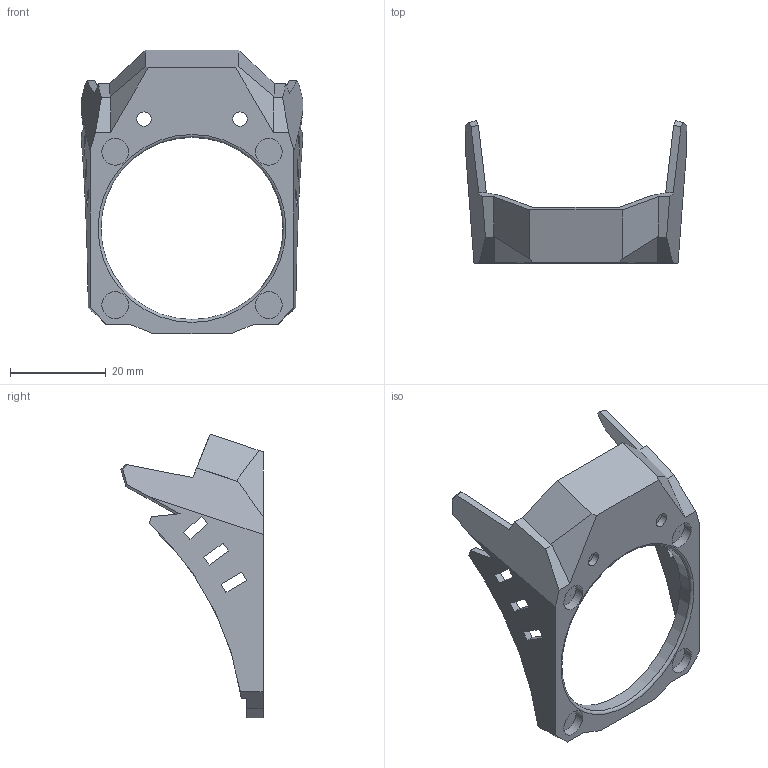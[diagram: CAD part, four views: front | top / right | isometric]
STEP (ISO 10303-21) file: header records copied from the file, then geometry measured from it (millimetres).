
FILE_DESCRIPTION(/* description */ (''),/* implementation_level */ '2;1');
FILE_NAME(/* name */ 'LIS3DH Shroud.step',/* time_stamp */ '2022-05-02T13:41:35-04:00',/* author */ (''),/* organization */ (''),/* preprocessor_version */ 'ST-DEVELOPER v18.1',/* originating_system */ 'Autodesk Translation Framework v10.14.0.1471',/* authorisation */ '');
FILE_SCHEMA (('AUTOMOTIVE_DESIGN { 1 0 10303 214 3 1 1 }'));
Length unit declared in the file: millimetre
Products named in the file (1): LIS3DH Shroud Thicker
Bounding box: 46.31 x 29.66 x 59.21 mm (x, y, z)
Volume: 5177.2 mm3; surface area: 6307 mm2
Topology: 1 solids, 1 shells, 128 faces, 339 edges, 221 vertices
Faces by surface type: plane 96, cylinder 19, bspline 10, sphere 2, torus 1
Full cylindrical faces by diameter (mm): 3 x2, 3.3 x4, 5.6 x4, 38 x1
Entity records: 4079 total; most frequent: CARTESIAN_POINT 807, ORIENTED_EDGE 678, DIRECTION 643, EDGE_CURVE 339, LINE 265, VECTOR 265, VERTEX_POINT 221, AXIS2_PLACEMENT_3D 189
